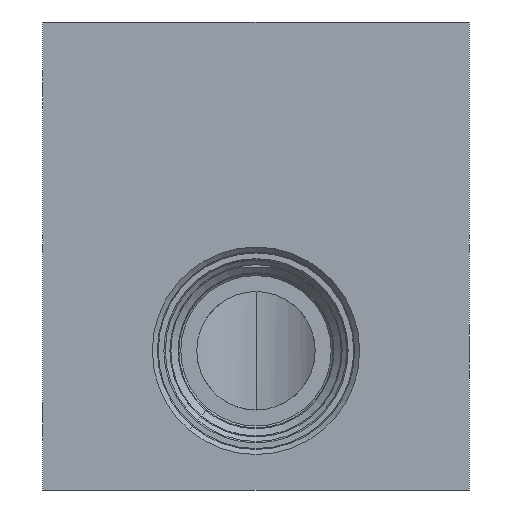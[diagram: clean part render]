
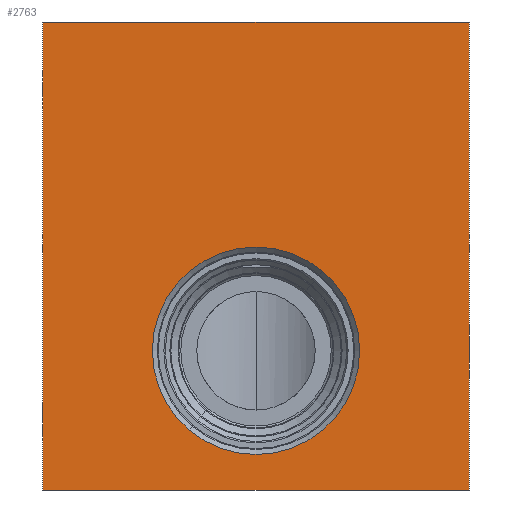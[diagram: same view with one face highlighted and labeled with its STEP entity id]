
A CAD part, front view. The second image highlights one B-rep face of the part: STEP entity #2763.
In plain terms, the highlighted planar face has unit normal (0, -1, 0).
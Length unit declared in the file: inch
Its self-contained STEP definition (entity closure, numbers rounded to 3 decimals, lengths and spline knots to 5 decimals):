
#5=DIRECTION('',(1.,0.,0.));
#6=VECTOR('',#5,4.5);
#7=CARTESIAN_POINT('',(0.,-7.,0.));
#8=LINE('',#7,#6);
#115=DIRECTION('',(0.,0.,1.));
#116=VECTOR('',#115,4.938);
#117=CARTESIAN_POINT('',(4.5,-7.,0.));
#118=LINE('',#117,#116);
#129=DIRECTION('',(0.,0.,1.));
#130=VECTOR('',#129,4.938);
#131=CARTESIAN_POINT('',(0.,-7.,0.));
#132=LINE('',#131,#130);
#133=CARTESIAN_POINT('',(2.25,-7.,1.469));
#134=DIRECTION('',(0.,1.,0.));
#135=DIRECTION('',(-0.643,0.,-0.766));
#136=AXIS2_PLACEMENT_3D('',#133,#134,#135);
#138=CARTESIAN_POINT('',(2.25,-7.,1.469));
#139=DIRECTION('',(0.,1.,0.));
#140=DIRECTION('',(0.643,0.,0.766));
#141=AXIS2_PLACEMENT_3D('',#138,#139,#140);
#155=DIRECTION('',(1.,0.,0.));
#156=VECTOR('',#155,4.5);
#157=CARTESIAN_POINT('',(0.,-7.,4.938));
#158=LINE('',#157,#156);
#2232=CARTESIAN_POINT('',(0.,-7.,0.));
#2234=VERTEX_POINT('',#2232);
#2235=CARTESIAN_POINT('',(4.5,-7.,0.));
#2236=VERTEX_POINT('',#2235);
#2240=CARTESIAN_POINT('',(0.,-7.,4.938));
#2242=VERTEX_POINT('',#2240);
#2243=CARTESIAN_POINT('',(4.5,-7.,4.938));
#2244=VERTEX_POINT('',#2243);
#2405=CARTESIAN_POINT('',(2.95321,-7.,2.30705));
#2407=VERTEX_POINT('',#2405);
#2419=CARTESIAN_POINT('',(1.54679,-7.,0.63095));
#2420=VERTEX_POINT('',#2419);
#2745=CARTESIAN_POINT('',(0.,-7.,0.));
#2746=DIRECTION('',(0.,-1.,0.));
#2747=DIRECTION('',(1.,0.,0.));
#2748=AXIS2_PLACEMENT_3D('',#2745,#2746,#2747);
#2749=PLANE('',#2748);
#2750=ORIENTED_EDGE('',*,*,#2633,.F.);
#2751=ORIENTED_EDGE('',*,*,#2688,.T.);
#2753=ORIENTED_EDGE('',*,*,#2752,.T.);
#2754=ORIENTED_EDGE('',*,*,#2731,.F.);
#2755=EDGE_LOOP('',(#2750,#2751,#2753,#2754));
#2756=FACE_OUTER_BOUND('',#2755,.F.);
#2758=ORIENTED_EDGE('',*,*,#2757,.F.);
#2760=ORIENTED_EDGE('',*,*,#2759,.F.);
#2761=EDGE_LOOP('',(#2758,#2760));
#2762=FACE_BOUND('',#2761,.F.);
#2763=ADVANCED_FACE('',(#2756,#2762),#2749,.T.);
#137=CIRCLE('',#136,1.094);
#142=CIRCLE('',#141,1.094);
#2633=EDGE_CURVE('',#2234,#2236,#8,.T.);
#2688=EDGE_CURVE('',#2234,#2242,#132,.T.);
#2731=EDGE_CURVE('',#2236,#2244,#118,.T.);
#2752=EDGE_CURVE('',#2242,#2244,#158,.T.);
#2757=EDGE_CURVE('',#2420,#2407,#137,.T.);
#2759=EDGE_CURVE('',#2407,#2420,#142,.T.);
